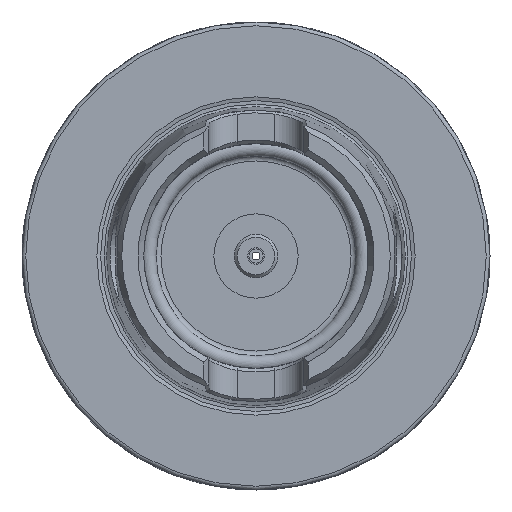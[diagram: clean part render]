
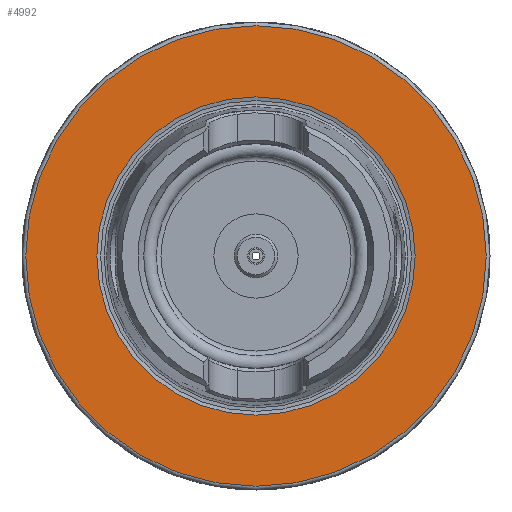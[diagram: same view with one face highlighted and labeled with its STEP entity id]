
A CAD part, left-side view. The second image highlights one B-rep face of the part: STEP entity #4992.
In plain terms, the highlighted planar face has unit normal (-1, 0, 0).
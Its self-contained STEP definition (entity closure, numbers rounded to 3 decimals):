
#4958=CARTESIAN_POINT('',(0.0,34.,0.0));
#4959=VERTEX_POINT('',#4958);
#4960=CARTESIAN_POINT('',(0.0,0.0,0.0));
#4961=DIRECTION('',(1.0,0.0,0.0));
#4962=DIRECTION('',(0.0,1.0,0.0));
#4963=AXIS2_PLACEMENT_3D('',#4960,#4961,#4962);
#4964=CIRCLE('',#4963,34.);
#4965=EDGE_CURVE('',#4959,#4959,#4964,.T.);
#4973=CARTESIAN_POINT('',(0.,41.6,0.0));
#4974=DIRECTION('',(-1.0,0.0,0.0));
#4975=DIRECTION('',(0.0,0.0,1.0));
#4976=AXIS2_PLACEMENT_3D('',#4973,#4974,#4975);
#4977=PLANE('',#4976);
#4978=CARTESIAN_POINT('',(0.,49.2,0.0));
#4979=VERTEX_POINT('',#4978);
#4980=CARTESIAN_POINT('',(0.,0.0,0.0));
#4981=DIRECTION('',(1.0,0.0,0.0));
#4982=DIRECTION('',(0.0,1.0,0.0));
#4983=AXIS2_PLACEMENT_3D('',#4980,#4981,#4982);
#4984=CIRCLE('',#4983,49.2);
#4985=EDGE_CURVE('',#4979,#4979,#4984,.T.);
#4986=ORIENTED_EDGE('',*,*,#4985,.F.);
#4987=EDGE_LOOP('',(#4986));
#4988=FACE_OUTER_BOUND('',#4987,.T.);
#4989=ORIENTED_EDGE('',*,*,#4965,.T.);
#4990=EDGE_LOOP('',(#4989));
#4991=FACE_BOUND('',#4990,.T.);
#4992=ADVANCED_FACE('',(#4988,#4991),#4977,.T.);
